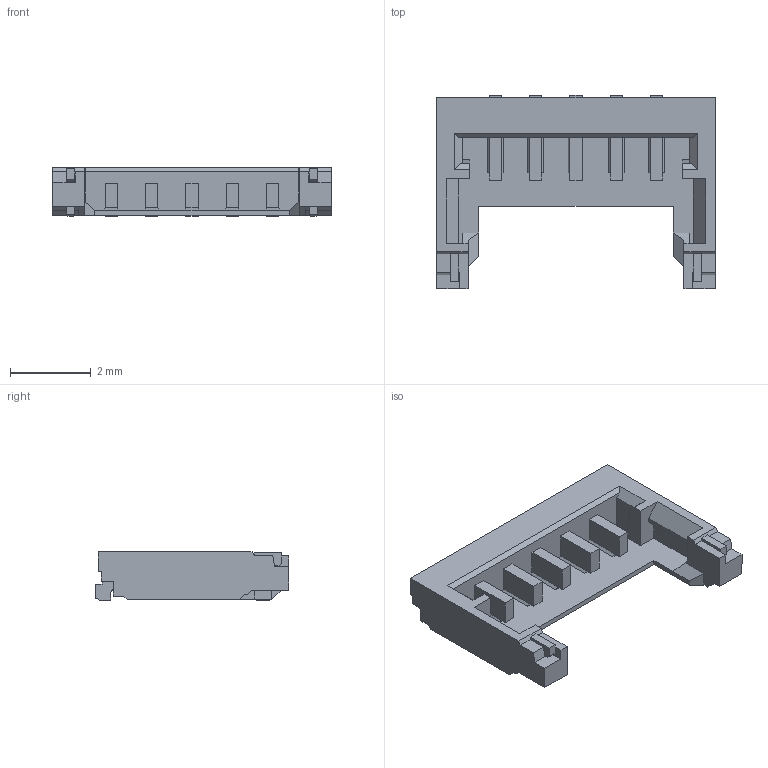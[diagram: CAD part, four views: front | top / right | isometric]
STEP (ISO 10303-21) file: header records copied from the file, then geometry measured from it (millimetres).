
FILE_DESCRIPTION(/* description */ (''),/* implementation_level */ '2;1');
FILE_NAME(/* name */ '2121340005wbm000_01_214.stp',/* time_stamp */ '2023-10-10T14:20:54+06:00',/* author */ (''),/* organization */ (''),/* preprocessor_version */ 'ST-DEVELOPER v16.7',/* originating_system */ 'SIEMENS PLM Software NX 1919',/* authorisation */ '');
FILE_SCHEMA (('AUTOMOTIVE_DESIGN { 1 0 10303 214 3 1 1 1 }'));
Length unit declared in the file: millimetre
Products named in the file (1): 2121340005wbm000_01
Bounding box: 6.9 x 4.79 x 1.2 mm (x, y, z)
Volume: 14 mm3; surface area: 92.6 mm2
Topology: 1 solids, 1 shells, 197 faces, 573 edges, 380 vertices
Faces by surface type: plane 192, cylinder 5
Entity records: 6393 total; most frequent: CARTESIAN_POINT 1151, ORIENTED_EDGE 1146, DIRECTION 979, EDGE_CURVE 573, LINE 563, VECTOR 563, VERTEX_POINT 380, AXIS2_PLACEMENT_3D 208
